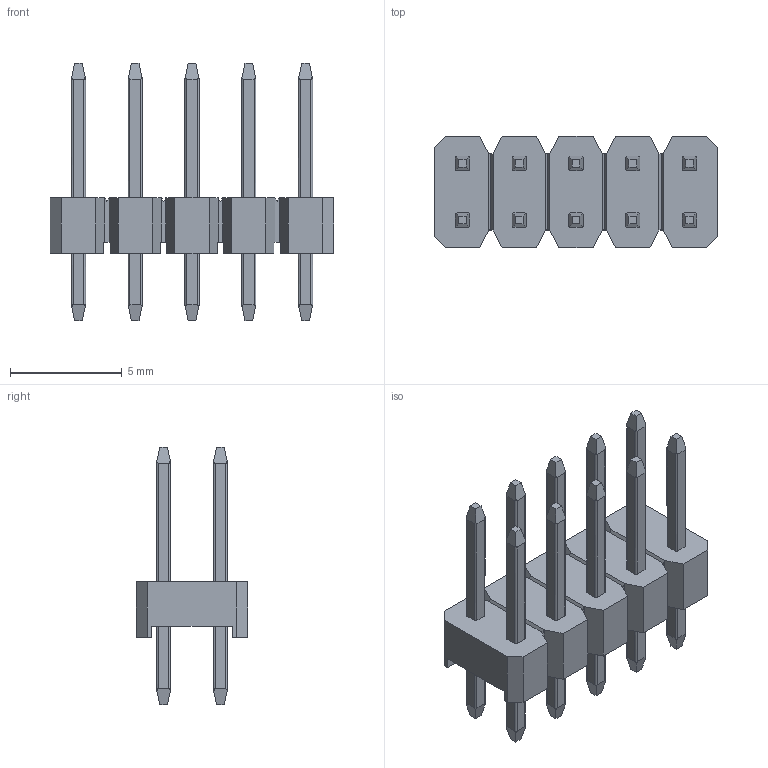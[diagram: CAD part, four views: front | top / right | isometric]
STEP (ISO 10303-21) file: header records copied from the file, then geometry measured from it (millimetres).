
FILE_DESCRIPTION(/* description */ ('Designed by EasyEDA Pro'),/* implementation_level */ '2;1');
FILE_NAME(/* name */ 'HDR2.54-LI-5x2.step',/* time_stamp */ '2025-10-22T12:24:47+08:00',/* author */ ('11208'),/* organization */ ('Open CASCADE'),/* preprocessor_version */ 'ST-DEVELOPER v20',/* originating_system */ 'Autodesk Inventor 2025',/* authorisation */ 'Unknown');
FILE_SCHEMA (('AUTOMOTIVE_DESIGN { 1 0 10303 214 3 1 1 }'));
Length unit declared in the file: millimetre
Products named in the file (3): EasyEDA PCB Model~WyGB; H1~HDR-TH_10P-P2.54-V-M-R2-C5-S2.54~HDR-TH_10P-P2.54-V-M-R2-C5-S2.54~
WyGB; HDR-TH_10P-P2.54-V-M-R2-C5-S2.54~HDR-TH_10P-P2.54-V-M-R2-C5-S2.54~WyG
B
Assembly tree (2 placements, depth 3):
  EasyEDA PCB Model~WyGB
    H1~HDR-TH_10P-P2.54-V-M-R2-C5-S2.54~HDR-TH_10P-P2.54-V-M-R2-C5-S2.54~
WyGB
      HDR-TH_10P-P2.54-V-M-R2-C5-S2.54~HDR-TH_10P-P2.54-V-M-R2-C5-S2.54~WyG
B
Bounding box: 12.7 x 5 x 11.5 mm (x, y, z)
Volume: 161.1 mm3; surface area: 450.8 mm2
Topology: 1 solids, 1 shells, 353 faces, 1125 edges, 813 vertices
Faces by surface type: plane 273, cylinder 80
Entity records: 13258 total; most frequent: CARTESIAN_POINT 2505, ORIENTED_EDGE 2250, DIRECTION 2071, EDGE_CURVE 1125, VERTEX_POINT 813, LINE 787, VECTOR 787, AXIS2_PLACEMENT_3D 642
